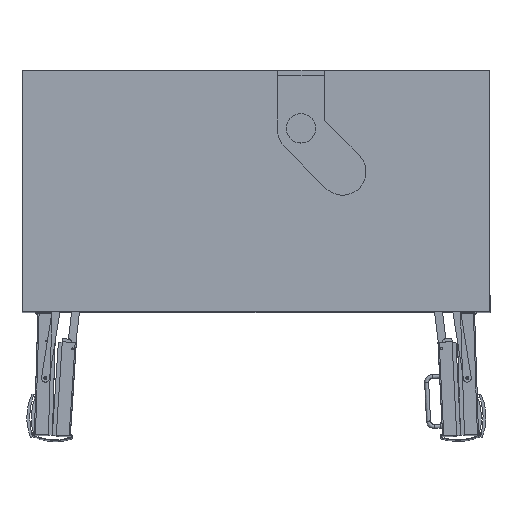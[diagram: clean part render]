
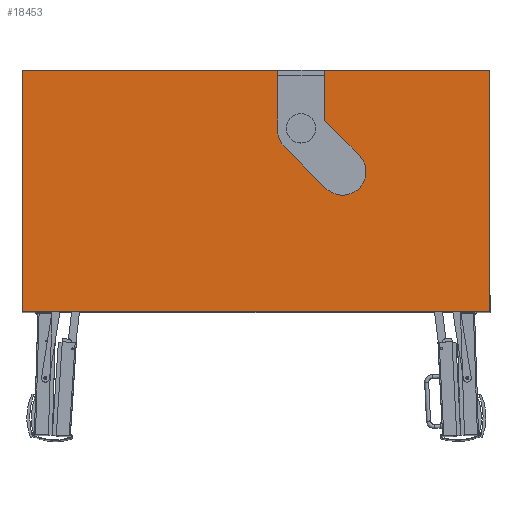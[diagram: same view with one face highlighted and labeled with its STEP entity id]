
A CAD part, top view. The second image highlights one B-rep face of the part: STEP entity #18453.
In plain terms, the highlighted planar face has unit normal (0, 0, 1).
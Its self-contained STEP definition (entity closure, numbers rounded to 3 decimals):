
#870=LINE('',#25522,#2789);
#871=LINE('',#25526,#2790);
#872=LINE('',#25530,#2791);
#873=LINE('',#25534,#2792);
#874=LINE('',#25536,#2793);
#875=LINE('',#25538,#2794);
#876=LINE('',#25540,#2795);
#877=LINE('',#25542,#2796);
#878=LINE('',#25543,#2797);
#2789=VECTOR('',#21144,10.);
#2790=VECTOR('',#21147,10.);
#2791=VECTOR('',#21150,10.);
#2792=VECTOR('',#21153,10.);
#2793=VECTOR('',#21154,10.);
#2794=VECTOR('',#21155,10.);
#2795=VECTOR('',#21156,10.);
#2796=VECTOR('',#21157,10.);
#2797=VECTOR('',#21158,10.);
#4800=FACE_OUTER_BOUND('',#5851,.T.);
#5851=EDGE_LOOP('',(#11922,#11923,#11924,#11925,#11926,#11927,#11928,#11929,
#11930,#11931,#11932,#11933));
#7094=CIRCLE('',#19654,10.);
#7095=CIRCLE('',#19655,60.);
#7096=CIRCLE('',#19656,60.);
#7508=VERTEX_POINT('',#25520);
#7509=VERTEX_POINT('',#25521);
#7510=VERTEX_POINT('',#25523);
#7511=VERTEX_POINT('',#25525);
#7512=VERTEX_POINT('',#25527);
#7513=VERTEX_POINT('',#25529);
#7514=VERTEX_POINT('',#25531);
#7515=VERTEX_POINT('',#25533);
#7516=VERTEX_POINT('',#25535);
#7517=VERTEX_POINT('',#25537);
#7518=VERTEX_POINT('',#25539);
#7519=VERTEX_POINT('',#25541);
#9260=EDGE_CURVE('',#7508,#7509,#870,.T.);
#9261=EDGE_CURVE('',#7509,#7510,#7094,.T.);
#9262=EDGE_CURVE('',#7510,#7511,#871,.T.);
#9263=EDGE_CURVE('',#7511,#7512,#7095,.T.);
#9264=EDGE_CURVE('',#7512,#7513,#872,.T.);
#9265=EDGE_CURVE('',#7513,#7514,#7096,.T.);
#9266=EDGE_CURVE('',#7514,#7515,#873,.T.);
#9267=EDGE_CURVE('',#7515,#7516,#874,.T.);
#9268=EDGE_CURVE('',#7516,#7517,#875,.T.);
#9269=EDGE_CURVE('',#7517,#7518,#876,.T.);
#9270=EDGE_CURVE('',#7518,#7519,#877,.T.);
#9271=EDGE_CURVE('',#7519,#7508,#878,.T.);
#11922=ORIENTED_EDGE('',*,*,#9260,.T.);
#11923=ORIENTED_EDGE('',*,*,#9261,.T.);
#11924=ORIENTED_EDGE('',*,*,#9262,.T.);
#11925=ORIENTED_EDGE('',*,*,#9263,.T.);
#11926=ORIENTED_EDGE('',*,*,#9264,.T.);
#11927=ORIENTED_EDGE('',*,*,#9265,.T.);
#11928=ORIENTED_EDGE('',*,*,#9266,.T.);
#11929=ORIENTED_EDGE('',*,*,#9267,.T.);
#11930=ORIENTED_EDGE('',*,*,#9268,.T.);
#11931=ORIENTED_EDGE('',*,*,#9269,.T.);
#11932=ORIENTED_EDGE('',*,*,#9270,.T.);
#11933=ORIENTED_EDGE('',*,*,#9271,.T.);
#16711=PLANE('',#19653);
#18453=ADVANCED_FACE('',(#4800),#16711,.T.);
#19653=AXIS2_PLACEMENT_3D('',#25519,#21142,#21143);
#19654=AXIS2_PLACEMENT_3D('',#25524,#21145,#21146);
#19655=AXIS2_PLACEMENT_3D('',#25528,#21148,#21149);
#19656=AXIS2_PLACEMENT_3D('',#25532,#21151,#21152);
#21142=DIRECTION('center_axis',(0.,0.,
1.));
#21143=DIRECTION('ref_axis',(1.,0.,0.));
#21144=DIRECTION('',(0.,-1.,0.));
#21145=DIRECTION('center_axis',(0.,0.,
1.));
#21146=DIRECTION('ref_axis',(1.,0.,0.));
#21147=DIRECTION('',(0.707,-0.707,0.));
#21148=DIRECTION('center_axis',(0.,0.,
-1.));
#21149=DIRECTION('ref_axis',(-0.707,-0.707,0.));
#21150=DIRECTION('',(-0.707,0.707,0.));
#21151=DIRECTION('center_axis',(0.,0.,
-1.));
#21152=DIRECTION('ref_axis',(-1.,0.,0.));
#21153=DIRECTION('',(0.,1.,0.));
#21154=DIRECTION('',(-1.,0.,0.));
#21155=DIRECTION('',(0.,-1.,0.));
#21156=DIRECTION('',(1.,0.,0.));
#21157=DIRECTION('',(0.,1.,0.));
#21158=DIRECTION('',(-1.,0.,0.));
#25519=CARTESIAN_POINT('Origin',(0.,0.,
984.));
#25520=CARTESIAN_POINT('',(175.,308.25,984.));
#25521=CARTESIAN_POINT('',(175.,184.245,984.));
#25522=CARTESIAN_POINT('',(175.,147.25,984.));
#25523=CARTESIAN_POINT('',(177.929,177.174,984.));
#25524=CARTESIAN_POINT('Origin',(185.,184.245,984.));
#25525=CARTESIAN_POINT('',(263.676,91.426,984.));
#25526=CARTESIAN_POINT('',(177.74,177.363,984.));
#25527=CARTESIAN_POINT('',(178.824,6.574,984.));
#25528=CARTESIAN_POINT('Origin',(221.25,49.,984.));
#25529=CARTESIAN_POINT('',(72.574,112.824,984.));
#25530=CARTESIAN_POINT('',(135.761,49.636,984.));
#25531=CARTESIAN_POINT('',(55.,155.25,984.));
#25532=CARTESIAN_POINT('Origin',(115.,155.25,984.));
#25533=CARTESIAN_POINT('',(55.,308.25,984.));
#25534=CARTESIAN_POINT('',(55.,147.25,984.));
#25535=CARTESIAN_POINT('',(-598.25,308.25,984.));
#25536=CARTESIAN_POINT('',(598.25,308.25,984.));
#25537=CARTESIAN_POINT('',(-598.25,-308.25,984.));
#25538=CARTESIAN_POINT('',(-598.25,308.25,984.));
#25539=CARTESIAN_POINT('',(598.25,-308.25,984.));
#25540=CARTESIAN_POINT('',(-598.25,-308.25,984.));
#25541=CARTESIAN_POINT('',(598.25,308.25,984.));
#25542=CARTESIAN_POINT('',(598.25,-308.25,984.));
#25543=CARTESIAN_POINT('',(598.25,308.25,984.));
